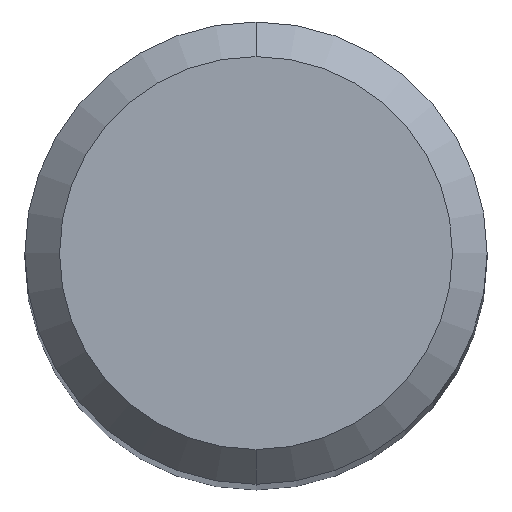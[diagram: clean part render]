
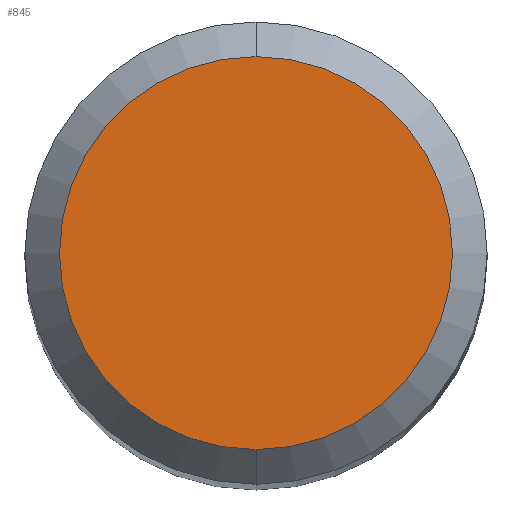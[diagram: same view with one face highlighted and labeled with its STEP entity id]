
A CAD part, top view. The second image highlights one B-rep face of the part: STEP entity #845.
In plain terms, the highlighted planar face has unit normal (0, 0, 1).
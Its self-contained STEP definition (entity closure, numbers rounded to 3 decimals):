
#487=VERTEX_POINT('',#1320);
#845=ADVANCED_FACE('',(#1712),#1713,.T.);
#931=EDGE_CURVE('',#487,#1115,#1806,.T.);
#1011=EDGE_CURVE('',#1115,#487,#1890,.T.);
#1115=VERTEX_POINT('',#2003);
#1320=CARTESIAN_POINT('',(0.0,1.7,0.0));
#1712=FACE_OUTER_BOUND('',#4011,.T.);
#1713=PLANE('',#4012);
#1806=CIRCLE('',#4232,1.7);
#1890=CIRCLE('',#4656,1.7);
#2003=CARTESIAN_POINT('',(0.,-1.7,0.0));
#4011=EDGE_LOOP('',(#6448,#6449));
#4012=AXIS2_PLACEMENT_3D('',#6450,#6451,#6452);
#4232=AXIS2_PLACEMENT_3D('',#6544,#6545,#6546);
#4656=AXIS2_PLACEMENT_3D('',#6608,#6609,#6610);
#6448=ORIENTED_EDGE('',*,*,#931,.F.);
#6449=ORIENTED_EDGE('',*,*,#1011,.F.);
#6450=CARTESIAN_POINT('',(0.0,0.85,0.0));
#6451=DIRECTION('',(-0.0,0.0,1.0));
#6452=DIRECTION('',(0.0,-1.0,0.0));
#6544=CARTESIAN_POINT('',(0.0,0.0,0.0));
#6545=DIRECTION('',(0.0,0.0,-1.0));
#6546=DIRECTION('',(0.0,1.0,0.0));
#6608=CARTESIAN_POINT('',(0.0,0.0,0.0));
#6609=DIRECTION('',(0.0,0.0,-1.0));
#6610=DIRECTION('',(0.0,1.0,0.0));
